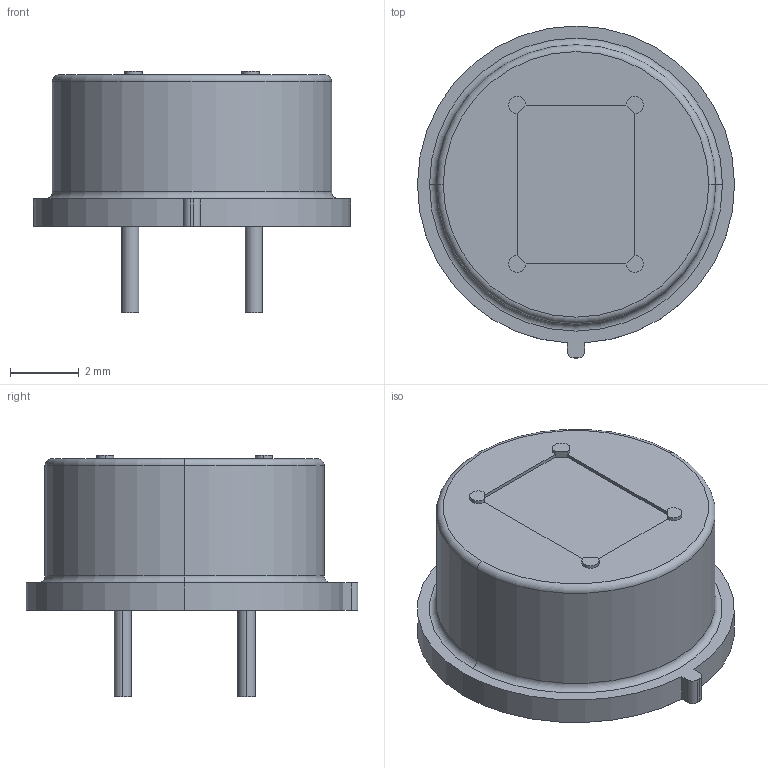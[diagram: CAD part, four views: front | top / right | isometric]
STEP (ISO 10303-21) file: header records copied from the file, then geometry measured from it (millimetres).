
FILE_DESCRIPTION (( 'STEP AP214' ), '1' );
FILE_NAME ('9D35EF3A-69E3-492C-AF03-5EAC4D695E5C.STEP', '2023-07-17T14:04:56', ( '' ), ( '' ), 'SwSTEP 2.0', 'SolidWorks 2022', '' );
FILE_SCHEMA (( 'AUTOMOTIVE_DESIGN' ));
Length unit declared in the file: millimetre
Products named in the file (1): 9D35EF3A-69E3-492C-AF03-5EAC4D695E5C
Bounding box: 9.2 x 9.63 x 7 mm (x, y, z)
Volume: 238.8 mm3; surface area: 258.2 mm2
Topology: 1 solids, 1 shells, 45 faces, 102 edges, 64 vertices
Faces by surface type: plane 22, cylinder 19, torus 4
Entity records: 1795 total; most frequent: DIRECTION 240, CARTESIAN_POINT 212, ORIENTED_EDGE 204, EDGE_CURVE 102, AXIS2_PLACEMENT_3D 92, VERTEX_POINT 64, LINE 56, VECTOR 56
